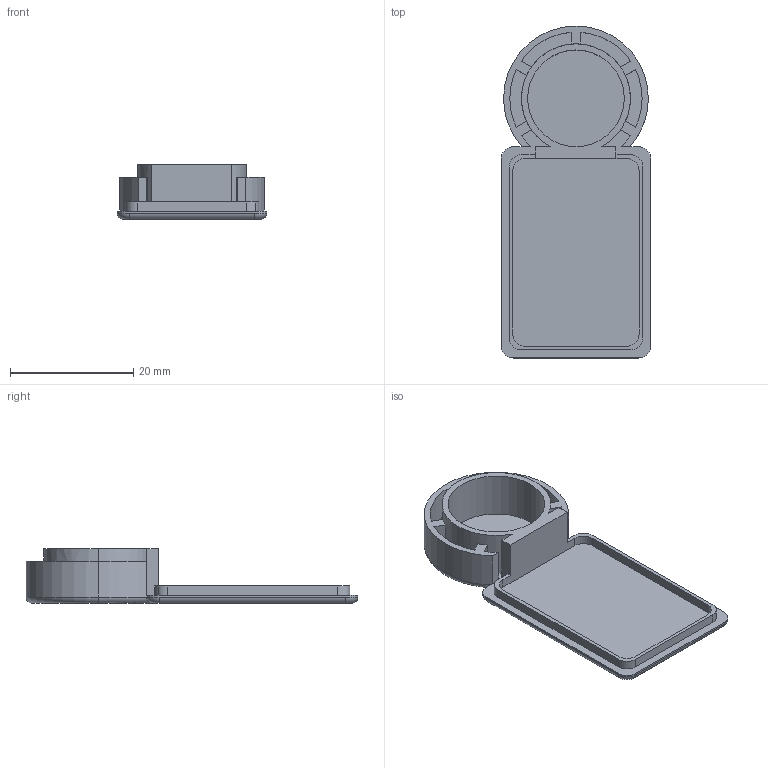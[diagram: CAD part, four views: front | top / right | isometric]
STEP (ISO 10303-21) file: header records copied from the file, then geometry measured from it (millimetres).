
FILE_DESCRIPTION (( 'STEP AP203' ), '1' );
FILE_NAME ('綴裔.STEP', '2020-06-22T09:12:53', ( '' ), ( '' ), 'SwSTEP 2.0', 'SolidWorks 2019', '' );
FILE_SCHEMA (( 'CONFIG_CONTROL_DESIGN' ));
Length unit declared in the file: millimetre
Products named in the file (1): 綴裔
Bounding box: 24.3 x 53.9 x 8.84 mm (x, y, z)
Volume: 2549.2 mm3; surface area: 4334.2 mm2
Topology: 1 solids, 1 shells, 82 faces, 223 edges, 144 vertices
Faces by surface type: plane 41, cylinder 34, torus 7
Entity records: 2695 total; most frequent: CARTESIAN_POINT 472, DIRECTION 472, ORIENTED_EDGE 446, EDGE_CURVE 223, AXIS2_PLACEMENT_3D 168, VERTEX_POINT 144, VECTOR 136, LINE 136
